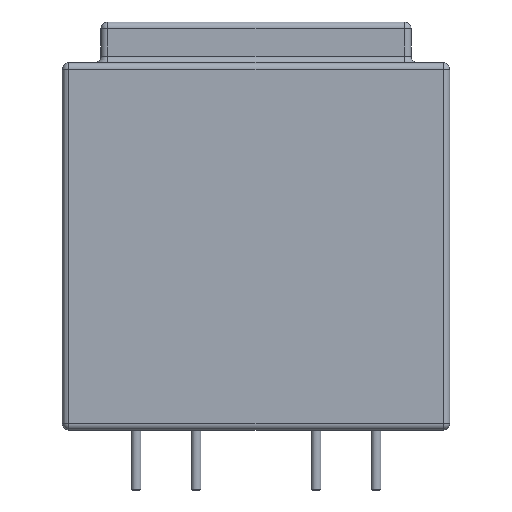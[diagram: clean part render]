
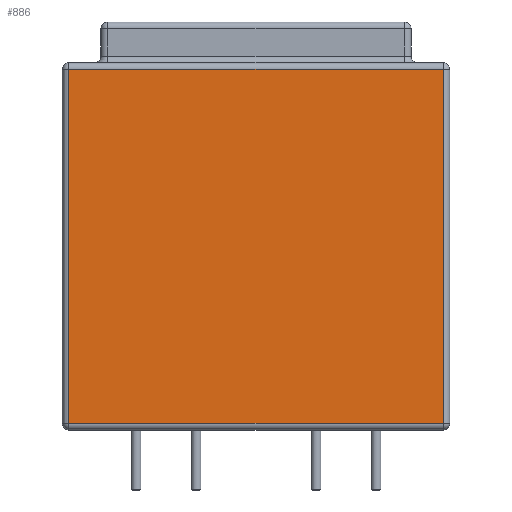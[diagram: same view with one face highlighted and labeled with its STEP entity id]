
A CAD part, front view. The second image highlights one B-rep face of the part: STEP entity #886.
In plain terms, the highlighted planar face has unit normal (0, -1, 0).
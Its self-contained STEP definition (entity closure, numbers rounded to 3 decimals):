
#48=PLANE('',#1035);
#90=LINE('',#1569,#142);
#92=LINE('',#1578,#144);
#96=LINE('',#1592,#148);
#99=LINE('',#1596,#151);
#142=VECTOR('',#1271,10.);
#144=VECTOR('',#1283,10.);
#148=VECTOR('',#1301,10.);
#151=VECTOR('',#1306,10.);
#247=FACE_OUTER_BOUND('',#315,.T.);
#315=EDGE_LOOP('',(#777,#778,#779,#780));
#441=VERTEX_POINT('',#1545);
#446=VERTEX_POINT('',#1560);
#448=VERTEX_POINT('',#1572);
#451=VERTEX_POINT('',#1583);
#543=EDGE_CURVE('',#441,#446,#90,.T.);
#548=EDGE_CURVE('',#448,#441,#92,.T.);
#555=EDGE_CURVE('',#446,#451,#96,.T.);
#558=EDGE_CURVE('',#451,#448,#99,.T.);
#777=ORIENTED_EDGE('',*,*,#543,.F.);
#778=ORIENTED_EDGE('',*,*,#548,.F.);
#779=ORIENTED_EDGE('',*,*,#558,.F.);
#780=ORIENTED_EDGE('',*,*,#555,.F.);
#886=ADVANCED_FACE('',(#247),#48,.T.);
#1035=AXIS2_PLACEMENT_3D('',#1610,#1327,#1328);
#1271=DIRECTION('',(0.,0.,-1.));
#1283=DIRECTION('',(1.,0.,0.));
#1301=DIRECTION('',(-1.,0.,0.));
#1306=DIRECTION('',(0.,0.,1.));
#1327=DIRECTION('center_axis',(0.,-1.,0.));
#1328=DIRECTION('ref_axis',(1.,0.,0.));
#1545=CARTESIAN_POINT('',(15.604,-13.65,30.254));
#1560=CARTESIAN_POINT('',(15.604,-13.65,0.746));
#1569=CARTESIAN_POINT('',(15.604,-13.65,0.2));
#1572=CARTESIAN_POINT('',(-15.604,-13.65,30.254));
#1578=CARTESIAN_POINT('',(-8.075,-13.65,30.254));
#1583=CARTESIAN_POINT('',(-15.604,-13.65,0.746));
#1592=CARTESIAN_POINT('',(-8.075,-13.65,0.746));
#1596=CARTESIAN_POINT('',(-15.604,-13.65,0.2));
#1610=CARTESIAN_POINT('Origin',(-16.15,-13.65,0.2));
